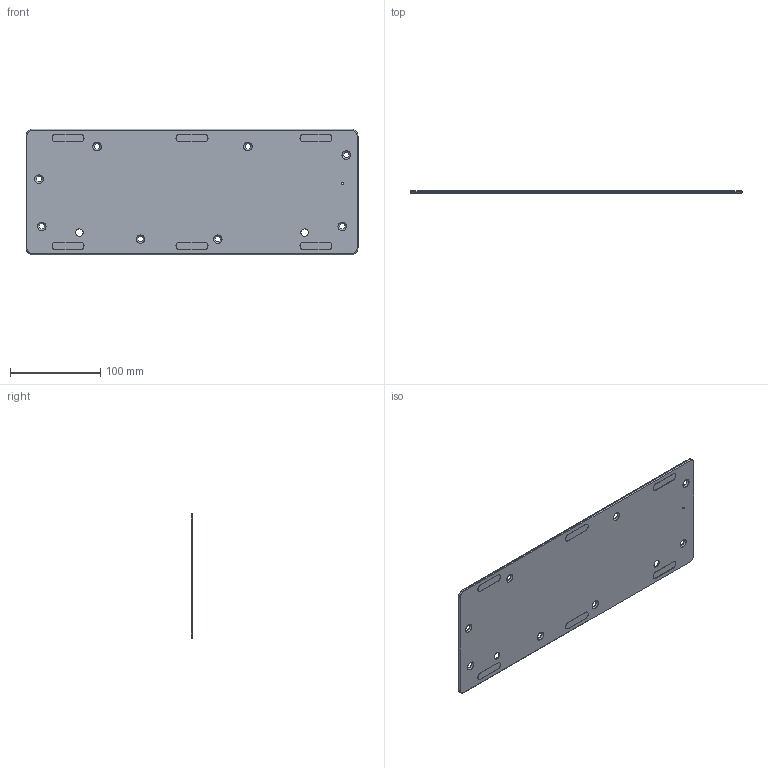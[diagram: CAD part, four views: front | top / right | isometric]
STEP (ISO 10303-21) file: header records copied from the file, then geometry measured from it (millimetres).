
FILE_DESCRIPTION (( 'STEP AP203' ), '1' );
FILE_NAME ('k-type-bottom-plate.STEP', '2017-11-03T08:05:21', ( 'Windows User' ), ( '' ), 'SwSTEP 2.0', 'SolidWorks 2015', '' );
FILE_SCHEMA (( 'CONFIG_CONTROL_DESIGN' ));
Length unit declared in the file: millimetre
Products named in the file (1): k-type-bottom-plate
Bounding box: 368.27 x 2 x 139.49 mm (x, y, z)
Volume: 100409.5 mm3; surface area: 103841.8 mm2
Topology: 1 solids, 1 shells, 108 faces, 254 edges, 156 vertices
Faces by surface type: cylinder 58, plane 30, cone 20
Entity records: 3219 total; most frequent: DIRECTION 592, CARTESIAN_POINT 519, ORIENTED_EDGE 508, EDGE_CURVE 254, AXIS2_PLACEMENT_3D 229, VERTEX_POINT 156, EDGE_LOOP 138, VECTOR 134
